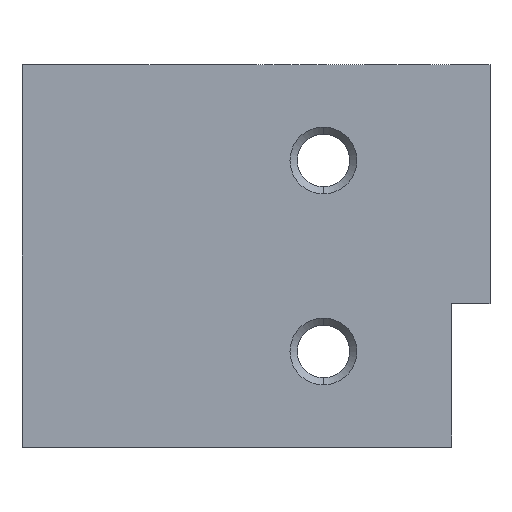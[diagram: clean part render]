
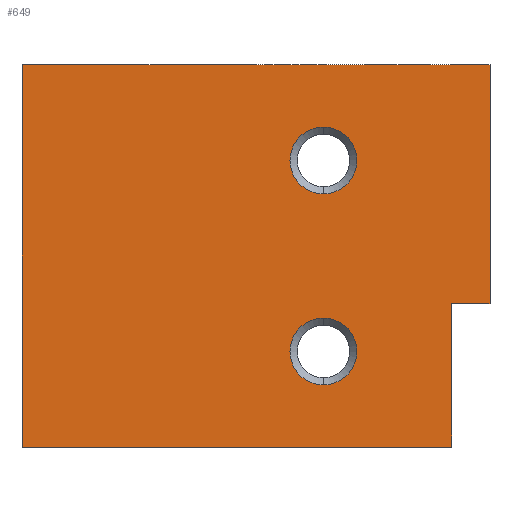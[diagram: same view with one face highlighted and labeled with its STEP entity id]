
A CAD part, left-side view. The second image highlights one B-rep face of the part: STEP entity #649.
In plain terms, the highlighted planar face has unit normal (-1, 0, 0).
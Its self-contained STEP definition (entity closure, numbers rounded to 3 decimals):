
#43 = EDGE_CURVE ( 'NONE', #613, #842, #2341, .T. ) ;
#49 = VECTOR ( 'NONE', #2576, 1000. ) ;
#111 = CARTESIAN_POINT ( 'NONE',  ( -25.25, 13.441, -9. ) ) ;
#114 = VERTEX_POINT ( 'NONE', #428 ) ;
#146 = AXIS2_PLACEMENT_3D ( 'NONE', #111, #330, #1765 ) ;
#156 = ORIENTED_EDGE ( 'NONE', *, *, #2129, .T. ) ;
#188 = ORIENTED_EDGE ( 'NONE', *, *, #296, .T. ) ;
#258 = ORIENTED_EDGE ( 'NONE', *, *, #1092, .F. ) ;
#296 = EDGE_CURVE ( 'NONE', #1988, #1106, #1019, .T. ) ;
#318 = AXIS2_PLACEMENT_3D ( 'NONE', #911, #462, #689 ) ;
#330 = DIRECTION ( 'NONE',  ( 1., 0., 0. ) ) ;
#413 = DIRECTION ( 'NONE',  ( 0., 0., -1. ) ) ;
#428 = CARTESIAN_POINT ( 'NONE',  ( -25.25, 13.441, 14.5 ) ) ;
#462 = DIRECTION ( 'NONE',  ( 1., 0., 0. ) ) ;
#499 = PLANE ( 'NONE',  #661 ) ;
#500 = CARTESIAN_POINT ( 'NONE',  ( -25.25, 0., -19. ) ) ;
#599 = DIRECTION ( 'NONE',  ( 0., -1., 0. ) ) ;
#613 = VERTEX_POINT ( 'NONE', #1139 ) ;
#649 = ADVANCED_FACE ( 'NONE', ( #2472, #739, #1762 ), #499, .F. ) ;
#661 = AXIS2_PLACEMENT_3D ( 'NONE', #2263, #2019, #1572 ) ;
#662 = AXIS2_PLACEMENT_3D ( 'NONE', #1890, #2328, #413 ) ;
#672 = DIRECTION ( 'NONE',  ( 0., 0., 1. ) ) ;
#673 = ORIENTED_EDGE ( 'NONE', *, *, #2068, .T. ) ;
#689 = DIRECTION ( 'NONE',  ( 0., 0., -1. ) ) ;
#692 = LINE ( 'NONE', #1306, #49 ) ;
#739 = FACE_BOUND ( 'NONE', #1000, .T. ) ;
#766 = CARTESIAN_POINT ( 'NONE',  ( -25.25, 0., -4. ) ) ;
#799 = VECTOR ( 'NONE', #1076, 1000. ) ;
#814 = EDGE_CURVE ( 'NONE', #1988, #2038, #907, .T. ) ;
#816 = ORIENTED_EDGE ( 'NONE', *, *, #1078, .F. ) ;
#842 = VERTEX_POINT ( 'NONE', #1563 ) ;
#888 = VECTOR ( 'NONE', #2747, 1000. ) ;
#907 = LINE ( 'NONE', #2582, #2501 ) ;
#911 = CARTESIAN_POINT ( 'NONE',  ( -25.25, 13.441, -9. ) ) ;
#974 = ORIENTED_EDGE ( 'NONE', *, *, #814, .F. ) ;
#986 = CIRCLE ( 'NONE', #318, 3.5 ) ;
#1000 = EDGE_LOOP ( 'NONE', ( #1750, #673 ) ) ;
#1019 = LINE ( 'NONE', #2085, #2449 ) ;
#1058 = CARTESIAN_POINT ( 'NONE',  ( -25.25, -4., 21. ) ) ;
#1076 = DIRECTION ( 'NONE',  ( 0., 0., -1. ) ) ;
#1078 = EDGE_CURVE ( 'NONE', #842, #1648, #692, .T. ) ;
#1092 = EDGE_CURVE ( 'NONE', #2038, #613, #1813, .T. ) ;
#1106 = VERTEX_POINT ( 'NONE', #500 ) ;
#1118 = DIRECTION ( 'NONE',  ( 0., 0., -1. ) ) ;
#1139 = CARTESIAN_POINT ( 'NONE',  ( -25.25, -4., 21. ) ) ;
#1176 = CARTESIAN_POINT ( 'NONE',  ( -25.25, 45., 21. ) ) ;
#1200 = VERTEX_POINT ( 'NONE', #2235 ) ;
#1211 = AXIS2_PLACEMENT_3D ( 'NONE', #2170, #1560, #1118 ) ;
#1249 = CIRCLE ( 'NONE', #662, 3.5 ) ;
#1306 = CARTESIAN_POINT ( 'NONE',  ( -25.25, -4., -4. ) ) ;
#1383 = CIRCLE ( 'NONE', #1211, 3.5 ) ;
#1415 = CARTESIAN_POINT ( 'NONE',  ( -25.25, 0., -19. ) ) ;
#1506 = CARTESIAN_POINT ( 'NONE',  ( -25.25, 13.441, -12.5 ) ) ;
#1560 = DIRECTION ( 'NONE',  ( 1., 0., 0. ) ) ;
#1563 = CARTESIAN_POINT ( 'NONE',  ( -25.25, -4., -4. ) ) ;
#1572 = DIRECTION ( 'NONE',  ( 0., 0., -1. ) ) ;
#1648 = VERTEX_POINT ( 'NONE', #766 ) ;
#1750 = ORIENTED_EDGE ( 'NONE', *, *, #2259, .T. ) ;
#1762 = FACE_OUTER_BOUND ( 'NONE', #2193, .T. ) ;
#1765 = DIRECTION ( 'NONE',  ( 0., 0., -1. ) ) ;
#1813 = LINE ( 'NONE', #1176, #2630 ) ;
#1837 = CARTESIAN_POINT ( 'NONE',  ( -25.25, 45., 21. ) ) ;
#1876 = VERTEX_POINT ( 'NONE', #1506 ) ;
#1890 = CARTESIAN_POINT ( 'NONE',  ( -25.25, 13.441, 11. ) ) ;
#1897 = LINE ( 'NONE', #1415, #888 ) ;
#1988 = VERTEX_POINT ( 'NONE', #2643 ) ;
#1991 = CARTESIAN_POINT ( 'NONE',  ( -25.25, 13.441, -5.5 ) ) ;
#2019 = DIRECTION ( 'NONE',  ( 1., 0., 0. ) ) ;
#2020 = DIRECTION ( 'NONE',  ( 0., -1., 0. ) ) ;
#2025 = VERTEX_POINT ( 'NONE', #1991 ) ;
#2038 = VERTEX_POINT ( 'NONE', #1837 ) ;
#2068 = EDGE_CURVE ( 'NONE', #1200, #114, #1383, .T. ) ;
#2085 = CARTESIAN_POINT ( 'NONE',  ( -25.25, 45., -19. ) ) ;
#2129 = EDGE_CURVE ( 'NONE', #1876, #2025, #2675, .T. ) ;
#2170 = CARTESIAN_POINT ( 'NONE',  ( -25.25, 13.441, 11. ) ) ;
#2180 = EDGE_LOOP ( 'NONE', ( #2459, #156 ) ) ;
#2193 = EDGE_LOOP ( 'NONE', ( #2212, #816, #2613, #258, #974, #188 ) ) ;
#2212 = ORIENTED_EDGE ( 'NONE', *, *, #2629, .T. ) ;
#2235 = CARTESIAN_POINT ( 'NONE',  ( -25.25, 13.441, 7.5 ) ) ;
#2259 = EDGE_CURVE ( 'NONE', #114, #1200, #1249, .T. ) ;
#2263 = CARTESIAN_POINT ( 'NONE',  ( -25.25, 45., -19. ) ) ;
#2328 = DIRECTION ( 'NONE',  ( 1., 0., 0. ) ) ;
#2341 = LINE ( 'NONE', #1058, #799 ) ;
#2423 = EDGE_CURVE ( 'NONE', #2025, #1876, #986, .T. ) ;
#2449 = VECTOR ( 'NONE', #599, 1000. ) ;
#2459 = ORIENTED_EDGE ( 'NONE', *, *, #2423, .T. ) ;
#2472 = FACE_BOUND ( 'NONE', #2180, .T. ) ;
#2501 = VECTOR ( 'NONE', #672, 1000. ) ;
#2576 = DIRECTION ( 'NONE',  ( 0., 1., 0. ) ) ;
#2582 = CARTESIAN_POINT ( 'NONE',  ( -25.25, 45., -19. ) ) ;
#2613 = ORIENTED_EDGE ( 'NONE', *, *, #43, .F. ) ;
#2629 = EDGE_CURVE ( 'NONE', #1106, #1648, #1897, .T. ) ;
#2630 = VECTOR ( 'NONE', #2020, 1000. ) ;
#2643 = CARTESIAN_POINT ( 'NONE',  ( -25.25, 45., -19. ) ) ;
#2675 = CIRCLE ( 'NONE', #146, 3.5 ) ;
#2747 = DIRECTION ( 'NONE',  ( 0., 0., 1. ) ) ;
